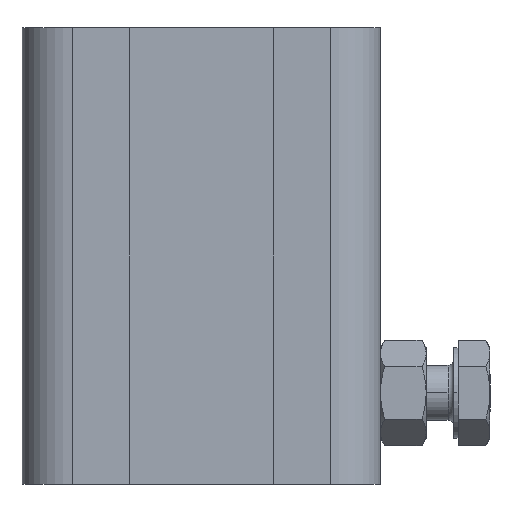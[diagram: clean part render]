
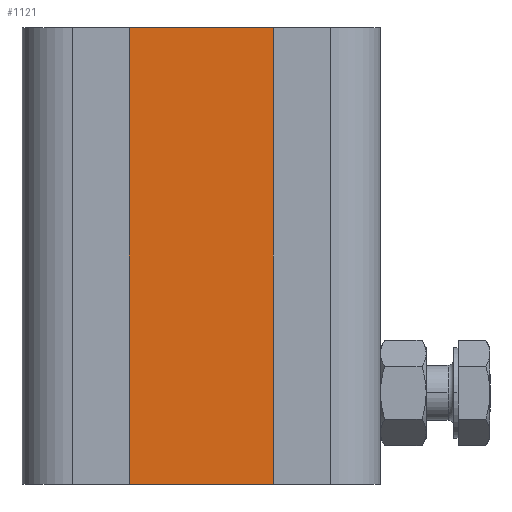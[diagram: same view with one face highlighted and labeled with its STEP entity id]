
A CAD part, front view. The second image highlights one B-rep face of the part: STEP entity #1121.
In plain terms, the highlighted planar face has unit normal (0, -1, 0).
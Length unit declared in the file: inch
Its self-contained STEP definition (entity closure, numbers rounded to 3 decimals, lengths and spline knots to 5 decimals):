
#31 = ORIENTED_EDGE ( 'NONE', *, *, #2159, .F. ) ;
#90 = CARTESIAN_POINT ( 'NONE',  ( -0.55709, 0.61024, 0.98425 ) ) ;
#104 = VECTOR ( 'NONE', #1334, 39.37008 ) ;
#172 = CARTESIAN_POINT ( 'NONE',  ( -0.65551, 0.61024, 0.98425 ) ) ;
#334 = CARTESIAN_POINT ( 'NONE',  ( 0.55709, 0.61024, 0.98425 ) ) ;
#402 = LINE ( 'NONE', #1241, #1555 ) ;
#411 = DIRECTION ( 'NONE',  ( -1., 0., 0. ) ) ;
#530 = CARTESIAN_POINT ( 'NONE',  ( 0.55709, 0.61024, 0.98425 ) ) ;
#622 = CARTESIAN_POINT ( 'NONE',  ( -0.55709, 0.61024, 0.98425 ) ) ;
#724 = DIRECTION ( 'NONE',  ( 1., 0., 0. ) ) ;
#830 = CARTESIAN_POINT ( 'NONE',  ( 0.55709, 0.61024, -0.98425 ) ) ;
#932 = CARTESIAN_POINT ( 'NONE',  ( -0.65551, 0.61024, 0.98425 ) ) ;
#1061 = FACE_OUTER_BOUND ( 'NONE', #1495, .T. ) ;
#1065 = VERTEX_POINT ( 'NONE', #1380 ) ;
#1121 = ADVANCED_FACE ( 'NONE', ( #1061 ), #2097, .F. ) ;
#1163 = VECTOR ( 'NONE', #2521, 39.37008 ) ;
#1236 = EDGE_CURVE ( 'NONE', #1604, #1065, #402, .T. ) ;
#1241 = CARTESIAN_POINT ( 'NONE',  ( -0.65551, 0.61024, -0.98425 ) ) ;
#1261 = ORIENTED_EDGE ( 'NONE', *, *, #1236, .F. ) ;
#1334 = DIRECTION ( 'NONE',  ( 0., 0., -1. ) ) ;
#1380 = CARTESIAN_POINT ( 'NONE',  ( -0.55709, 0.61024, -0.98425 ) ) ;
#1420 = LINE ( 'NONE', #622, #1163 ) ;
#1495 = EDGE_LOOP ( 'NONE', ( #2255, #2503, #1261, #31 ) ) ;
#1555 = VECTOR ( 'NONE', #411, 39.37008 ) ;
#1559 = EDGE_CURVE ( 'NONE', #1065, #2364, #1420, .T. ) ;
#1604 = VERTEX_POINT ( 'NONE', #830 ) ;
#1633 = DIRECTION ( 'NONE',  ( 0., 1., 0. ) ) ;
#1685 = AXIS2_PLACEMENT_3D ( 'NONE', #172, #1633, #2512 ) ;
#1747 = EDGE_CURVE ( 'NONE', #2364, #2128, #2221, .T. ) ;
#1980 = LINE ( 'NONE', #530, #104 ) ;
#2097 = PLANE ( 'NONE',  #1685 ) ;
#2128 = VERTEX_POINT ( 'NONE', #334 ) ;
#2159 = EDGE_CURVE ( 'NONE', #2128, #1604, #1980, .T. ) ;
#2221 = LINE ( 'NONE', #932, #2223 ) ;
#2223 = VECTOR ( 'NONE', #724, 39.37008 ) ;
#2255 = ORIENTED_EDGE ( 'NONE', *, *, #1747, .F. ) ;
#2364 = VERTEX_POINT ( 'NONE', #90 ) ;
#2503 = ORIENTED_EDGE ( 'NONE', *, *, #1559, .F. ) ;
#2512 = DIRECTION ( 'NONE',  ( 0., 0., 1. ) ) ;
#2521 = DIRECTION ( 'NONE',  ( 0., 0., 1. ) ) ;
